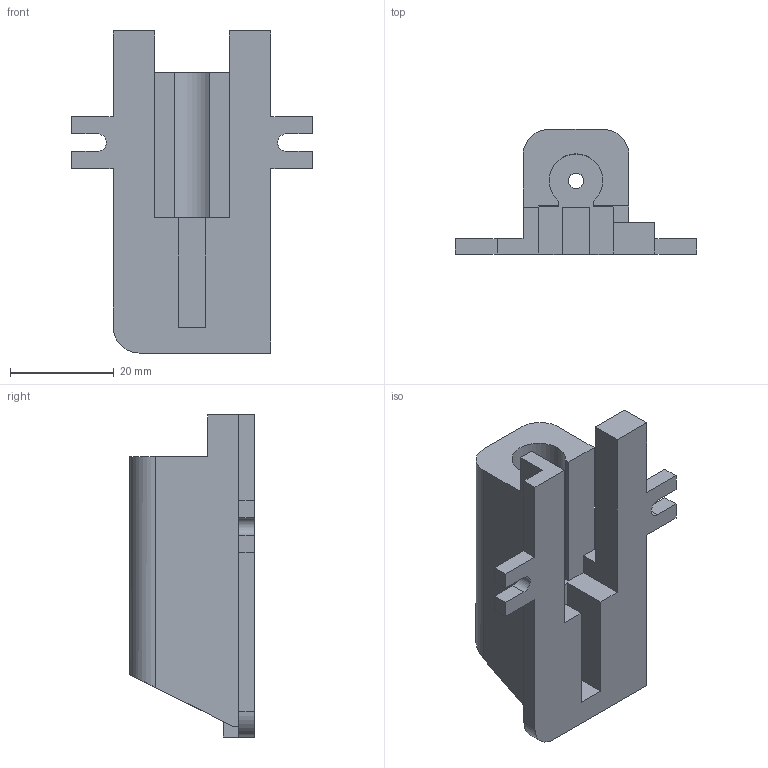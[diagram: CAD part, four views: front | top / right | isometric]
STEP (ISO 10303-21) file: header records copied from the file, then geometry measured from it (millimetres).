
FILE_DESCRIPTION(('HOOPS Exchange Step'),'2;1');
FILE_NAME('temp_export','2024-01-26T15:14:59+00:00',('l1234'),('Shapr3D Limited'),'HOOPS Exchange 2023.2','Shapr3D','Authorized');
FILE_SCHEMA( ('AUTOMOTIVE_DESIGN { 1 0 10303 214 1 1 1 1 }') );
Length unit declared in the file: millimetre
Products named in the file (2): temp_import.SLDPRT; root
Assembly tree (1 placements, depth 2):
  root
    temp_import.SLDPRT
Bounding box: 46.4 x 24 x 62 mm (x, y, z)
Volume: 19099.1 mm3; surface area: 8815.9 mm2
Topology: 1 solids, 1 shells, 50 faces, 145 edges, 97 vertices
Faces by surface type: plane 42, cylinder 8
Full cylindrical faces by diameter (mm): 3 x1
Entity records: 1682 total; most frequent: CARTESIAN_POINT 294, ORIENTED_EDGE 290, DIRECTION 267, EDGE_CURVE 145, VECTOR 127, LINE 127, VERTEX_POINT 97, AXIS2_PLACEMENT_3D 70
